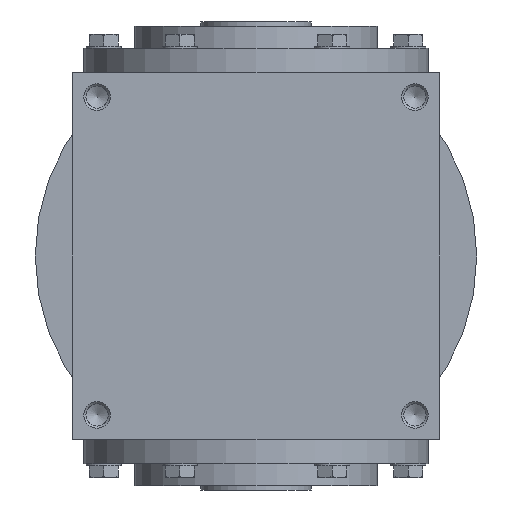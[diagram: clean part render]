
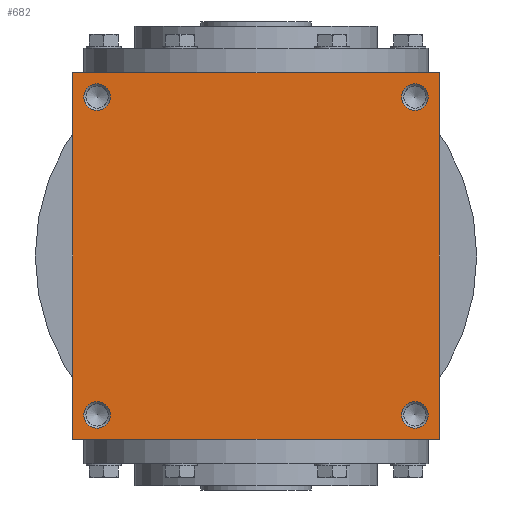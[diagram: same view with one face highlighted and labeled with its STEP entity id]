
A CAD part, left-side view. The second image highlights one B-rep face of the part: STEP entity #682.
In plain terms, the highlighted face is planar.
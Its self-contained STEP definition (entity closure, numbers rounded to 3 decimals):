
#682 = ADVANCED_FACE( '', ( #1377, #1378, #1379, #1380, #1381 ), #1382, .F. );
#1377 = FACE_BOUND( '', #2097, .T. );
#1378 = FACE_BOUND( '', #2098, .T. );
#1379 = FACE_BOUND( '', #2099, .T. );
#1380 = FACE_BOUND( '', #2100, .T. );
#1381 = FACE_OUTER_BOUND( '', #2101, .T. );
#1382 = PLANE( '', #2102 );
#2097 = EDGE_LOOP( '', ( #3268 ) );
#2098 = EDGE_LOOP( '', ( #3269 ) );
#2099 = EDGE_LOOP( '', ( #3270 ) );
#2100 = EDGE_LOOP( '', ( #3271 ) );
#2101 = EDGE_LOOP( '', ( #3272, #3273, #3274, #3275 ) );
#2102 = AXIS2_PLACEMENT_3D( '', #3276, #3277, #3278 );
#3268 = ORIENTED_EDGE( '', *, *, #3834, .F. );
#3269 = ORIENTED_EDGE( '', *, *, #4085, .T. );
#3270 = ORIENTED_EDGE( '', *, *, #3961, .F. );
#3271 = ORIENTED_EDGE( '', *, *, #4118, .T. );
#3272 = ORIENTED_EDGE( '', *, *, #4119, .F. );
#3273 = ORIENTED_EDGE( '', *, *, #4120, .F. );
#3274 = ORIENTED_EDGE( '', *, *, #4121, .F. );
#3275 = ORIENTED_EDGE( '', *, *, #3908, .F. );
#3276 = CARTESIAN_POINT( '', ( 0., 0., -83. ) );
#3277 = DIRECTION( '', ( 0., 0., 1. ) );
#3278 = DIRECTION( '', ( 1., 0., 0. ) );
#3834 = EDGE_CURVE( '', #4456, #4456, #4457, .T. );
#3908 = EDGE_CURVE( '', #4572, #4573, #4574, .T. );
#3961 = EDGE_CURVE( '', #4653, #4653, #4654, .T. );
#4085 = EDGE_CURVE( '', #4820, #4820, #4821, .T. );
#4118 = EDGE_CURVE( '', #4858, #4858, #4859, .T. );
#4119 = EDGE_CURVE( '', #4860, #4572, #4861, .T. );
#4120 = EDGE_CURVE( '', #4862, #4860, #4863, .T. );
#4121 = EDGE_CURVE( '', #4573, #4862, #4864, .T. );
#4456 = VERTEX_POINT( '', #5244 );
#4457 = CIRCLE( '', #5245, 6. );
#4572 = VERTEX_POINT( '', #5371 );
#4573 = VERTEX_POINT( '', #5372 );
#4574 = LINE( '', #5373, #5374 );
#4653 = VERTEX_POINT( '', #5492 );
#4654 = CIRCLE( '', #5493, 6. );
#4820 = VERTEX_POINT( '', #5709 );
#4821 = CIRCLE( '', #5710, 6. );
#4858 = VERTEX_POINT( '', #5765 );
#4859 = CIRCLE( '', #5766, 6. );
#4860 = VERTEX_POINT( '', #5767 );
#4861 = LINE( '', #5768, #5769 );
#4862 = VERTEX_POINT( '', #5770 );
#4863 = LINE( '', #5771, #5772 );
#4864 = LINE( '', #5773, #5774 );
#5244 = CARTESIAN_POINT( '', ( -78., 72., -83. ) );
#5245 = AXIS2_PLACEMENT_3D( '', #6169, #6170, #6171 );
#5371 = CARTESIAN_POINT( '', ( -83., -83., -83. ) );
#5372 = CARTESIAN_POINT( '', ( 83., -83., -83. ) );
#5373 = CARTESIAN_POINT( '', ( -83., -83., -83. ) );
#5374 = VECTOR( '', #6310, 1000. );
#5492 = CARTESIAN_POINT( '', ( -78., -72., -83. ) );
#5493 = AXIS2_PLACEMENT_3D( '', #6378, #6379, #6380 );
#5709 = CARTESIAN_POINT( '', ( 78., 72., -83. ) );
#5710 = AXIS2_PLACEMENT_3D( '', #6555, #6556, #6557 );
#5765 = CARTESIAN_POINT( '', ( 78., -72., -83. ) );
#5766 = AXIS2_PLACEMENT_3D( '', #6586, #6587, #6588 );
#5767 = CARTESIAN_POINT( '', ( -83., 83., -83. ) );
#5768 = CARTESIAN_POINT( '', ( -83., 83., -83. ) );
#5769 = VECTOR( '', #6589, 1000. );
#5770 = CARTESIAN_POINT( '', ( 83., 83., -83. ) );
#5771 = CARTESIAN_POINT( '', ( 83., 83., -83. ) );
#5772 = VECTOR( '', #6590, 1000. );
#5773 = CARTESIAN_POINT( '', ( 83., -83., -83. ) );
#5774 = VECTOR( '', #6591, 1000. );
#6169 = CARTESIAN_POINT( '', ( -72., 72., -83. ) );
#6170 = DIRECTION( '', ( 0., 0., -1. ) );
#6171 = DIRECTION( '', ( -1., 0., 0. ) );
#6310 = DIRECTION( '', ( 1., 0., 0. ) );
#6378 = CARTESIAN_POINT( '', ( -72., -72., -83. ) );
#6379 = DIRECTION( '', ( 0., 0., -1. ) );
#6380 = DIRECTION( '', ( -1., 0., 0. ) );
#6555 = CARTESIAN_POINT( '', ( 72., 72., -83. ) );
#6556 = DIRECTION( '', ( 0., 0., 1. ) );
#6557 = DIRECTION( '', ( 1., 0., 0. ) );
#6586 = CARTESIAN_POINT( '', ( 72., -72., -83. ) );
#6587 = DIRECTION( '', ( 0., 0., 1. ) );
#6588 = DIRECTION( '', ( 1., 0., 0. ) );
#6589 = DIRECTION( '', ( 0., -1., 0. ) );
#6590 = DIRECTION( '', ( -1., 0., 0. ) );
#6591 = DIRECTION( '', ( 0., 1., 0. ) );
